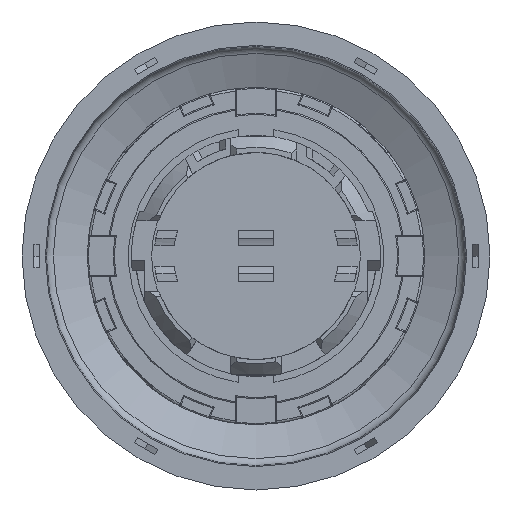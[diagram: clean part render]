
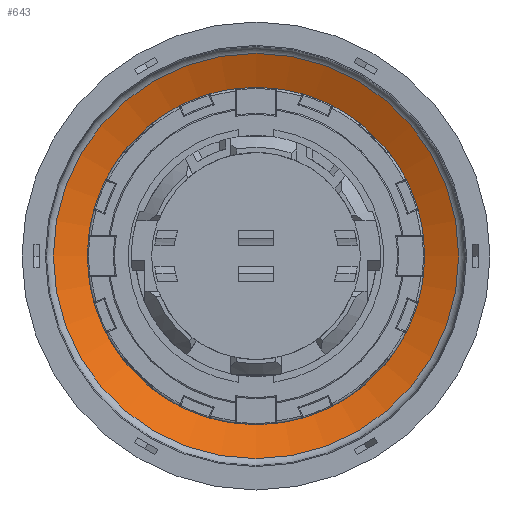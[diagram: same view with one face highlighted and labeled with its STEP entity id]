
A CAD part, front view. The second image highlights one B-rep face of the part: STEP entity #643.
In plain terms, the highlighted conical face has half-angle 66.457 degrees and reference radius 17.322 mm.
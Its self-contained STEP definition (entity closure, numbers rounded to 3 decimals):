
#643 = ADVANCED_FACE( '', ( #1667, #1668 ), #1669, .F. );
#1667 = FACE_OUTER_BOUND( '', #3172, .T. );
#1668 = FACE_BOUND( '', #3173, .T. );
#1669 = CONICAL_SURFACE( '', #3174, 17.322, 1.16 );
#3172 = EDGE_LOOP( '', ( #5605 ) );
#3173 = EDGE_LOOP( '', ( #5606 ) );
#3174 = AXIS2_PLACEMENT_3D( '', #5607, #5608, #5609 );
#5605 = ORIENTED_EDGE( '', *, *, #9494, .F. );
#5606 = ORIENTED_EDGE( '', *, *, #9495, .T. );
#5607 = CARTESIAN_POINT( '', ( 0., 16.075, 0. ) );
#5608 = DIRECTION( '', ( 0., -1., 0. ) );
#5609 = DIRECTION( '', ( 1., 0., 0. ) );
#9494 = EDGE_CURVE( '', #11461, #11461, #11462, .T. );
#9495 = EDGE_CURVE( '', #11463, #11463, #11464, .T. );
#11461 = VERTEX_POINT( '', #14498 );
#11462 = CIRCLE( '', #14499, 17.322 );
#11463 = VERTEX_POINT( '', #14500 );
#11464 = CIRCLE( '', #14501, 12.08 );
#14498 = CARTESIAN_POINT( '', ( -17.322, 16.075, 0. ) );
#14499 = AXIS2_PLACEMENT_3D( '', #17815, #17816, #17817 );
#14500 = CARTESIAN_POINT( '', ( -12.08, 18.359, 0. ) );
#14501 = AXIS2_PLACEMENT_3D( '', #17818, #17819, #17820 );
#17815 = CARTESIAN_POINT( '', ( 0., 16.075, 0. ) );
#17816 = DIRECTION( '', ( 0., 1., 0. ) );
#17817 = DIRECTION( '', ( -1., 0., 0. ) );
#17818 = CARTESIAN_POINT( '', ( 0., 18.359, 0. ) );
#17819 = DIRECTION( '', ( 0., 1., 0. ) );
#17820 = DIRECTION( '', ( -1., 0., 0. ) );
